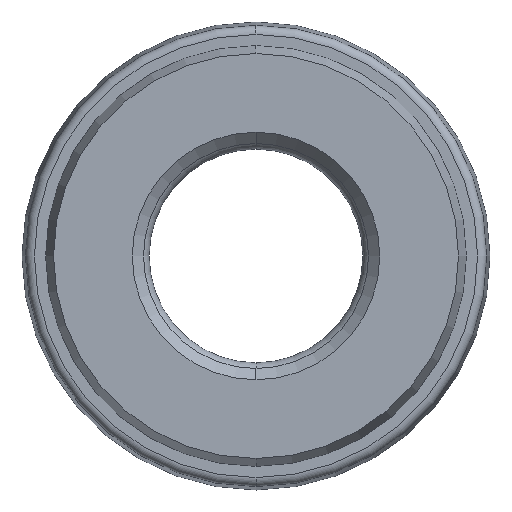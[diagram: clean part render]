
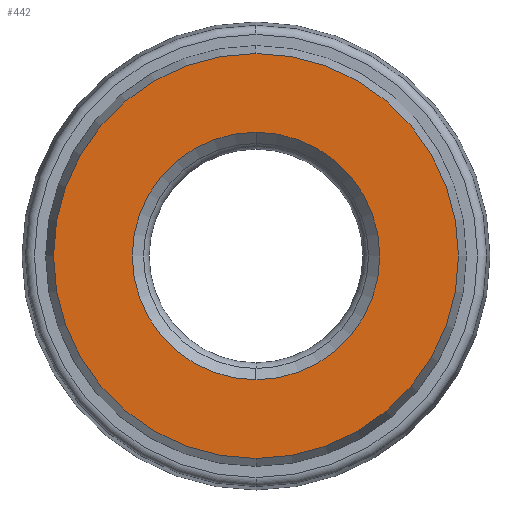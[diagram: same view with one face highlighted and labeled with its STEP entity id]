
A CAD part, left-side view. The second image highlights one B-rep face of the part: STEP entity #442.
In plain terms, the highlighted planar face has unit normal (-1, 0, 0).
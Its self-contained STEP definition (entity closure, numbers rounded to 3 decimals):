
#75 = AXIS2_PLACEMENT_3D ( 'NONE', #1090, #1084, #1086 ) ;
#84 = AXIS2_PLACEMENT_3D ( 'NONE', #1055, #1070, #1048 ) ;
#87 = AXIS2_PLACEMENT_3D ( 'NONE', #1035, #1027, #1036 ) ;
#132 = AXIS2_PLACEMENT_3D ( 'NONE', #995, #969, #975 ) ;
#139 = AXIS2_PLACEMENT_3D ( 'NONE', #280, #309, #312 ) ;
#213 = CIRCLE ( 'NONE', #84, 9. ) ;
#223 = CIRCLE ( 'NONE', #87, 5.5 ) ;
#233 = CIRCLE ( 'NONE', #132, 5.5 ) ;
#264 = CIRCLE ( 'NONE', #75, 9. ) ;
#267 = ORIENTED_EDGE ( 'NONE', *, *, #908, .T. ) ;
#280 = CARTESIAN_POINT ( 'NONE',  ( 0., 5., 0. ) ) ;
#304 = PLANE ( 'NONE',  #139 ) ;
#309 = DIRECTION ( 'NONE',  ( 1., 0., 0. ) ) ;
#312 = DIRECTION ( 'NONE',  ( 0., 0., -1. ) ) ;
#365 = CARTESIAN_POINT ( 'NONE',  ( 0., 0., 5.5 ) ) ;
#398 = CARTESIAN_POINT ( 'NONE',  ( 0., 0., -5.5 ) ) ;
#402 = CARTESIAN_POINT ( 'NONE',  ( 0., 0., 9. ) ) ;
#425 = CARTESIAN_POINT ( 'NONE',  ( 0., 0., -9. ) ) ;
#442 = ADVANCED_FACE ( 'NONE', ( #487, #499 ), #304, .F. ) ;
#487 = FACE_BOUND ( 'NONE', #889, .T. ) ;
#499 = FACE_OUTER_BOUND ( 'NONE', #868, .T. ) ;
#559 = VERTEX_POINT ( 'NONE', #365 ) ;
#569 = VERTEX_POINT ( 'NONE', #398 ) ;
#599 = VERTEX_POINT ( 'NONE', #425 ) ;
#600 = VERTEX_POINT ( 'NONE', #402 ) ;
#740 = ORIENTED_EDGE ( 'NONE', *, *, #949, .T. ) ;
#741 = ORIENTED_EDGE ( 'NONE', *, *, #934, .T. ) ;
#757 = ORIENTED_EDGE ( 'NONE', *, *, #957, .T. ) ;
#868 = EDGE_LOOP ( 'NONE', ( #757, #740 ) ) ;
#889 = EDGE_LOOP ( 'NONE', ( #267, #741 ) ) ;
#908 = EDGE_CURVE ( 'NONE', #559, #569, #233, .T. ) ;
#934 = EDGE_CURVE ( 'NONE', #569, #559, #223, .T. ) ;
#949 = EDGE_CURVE ( 'NONE', #600, #599, #213, .T. ) ;
#957 = EDGE_CURVE ( 'NONE', #599, #600, #264, .T. ) ;
#969 = DIRECTION ( 'NONE',  ( 1., 0., 0. ) ) ;
#975 = DIRECTION ( 'NONE',  ( 0., 0., -1. ) ) ;
#995 = CARTESIAN_POINT ( 'NONE',  ( 0., 0., 0. ) ) ;
#1027 = DIRECTION ( 'NONE',  ( 1., 0., 0. ) ) ;
#1035 = CARTESIAN_POINT ( 'NONE',  ( 0., 0., 0. ) ) ;
#1036 = DIRECTION ( 'NONE',  ( 0., 0., -1. ) ) ;
#1048 = DIRECTION ( 'NONE',  ( 0., 0., 1. ) ) ;
#1055 = CARTESIAN_POINT ( 'NONE',  ( 0., 0., 0. ) ) ;
#1070 = DIRECTION ( 'NONE',  ( -1., 0., 0. ) ) ;
#1084 = DIRECTION ( 'NONE',  ( -1., 0., 0. ) ) ;
#1086 = DIRECTION ( 'NONE',  ( 0., 0., 1. ) ) ;
#1090 = CARTESIAN_POINT ( 'NONE',  ( 0., 0., 0. ) ) ;
